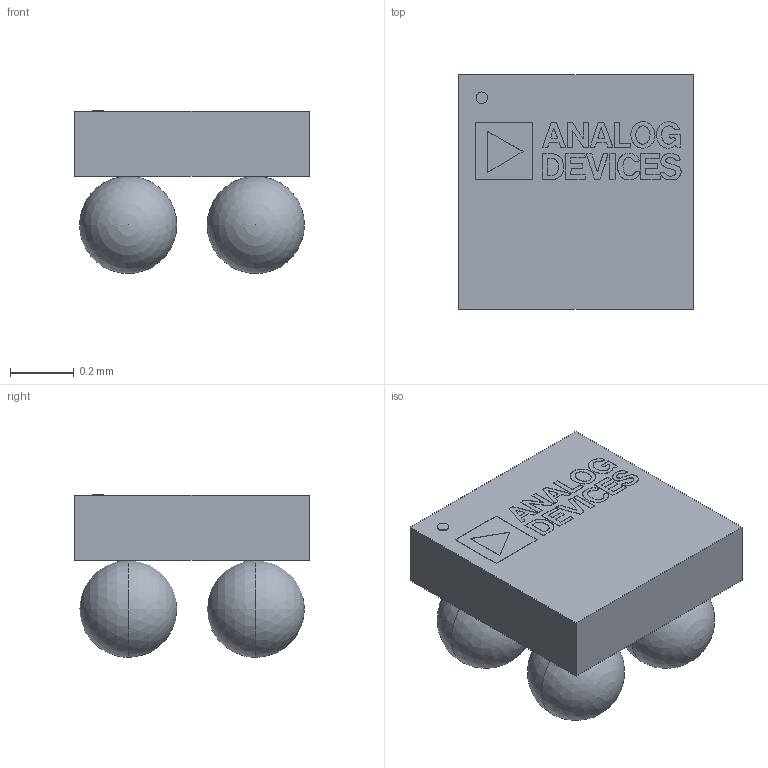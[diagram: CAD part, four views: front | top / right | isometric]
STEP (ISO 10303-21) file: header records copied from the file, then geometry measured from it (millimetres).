
FILE_DESCRIPTION (( 'STEP AP214' ), '1' );
FILE_NAME ('CB_4_5_ADI.step', '2021-02-27T23:40:33', ( '' ), ( '' ), 'SwSTEP 2.0', 'SolidWorks 2020', '' );
FILE_SCHEMA (( 'AUTOMOTIVE_DESIGN' ));
Length unit declared in the file: millimetre
Products named in the file (1): CB_4_5_ADI
Bounding box: 0.74 x 0.74 x 0.51 mm (x, y, z)
Volume: 0.2 mm3; surface area: 4 mm2
Topology: 10 solids, 10 shells, 212 faces, 576 edges, 387 vertices
Faces by surface type: plane 104, bspline 90, sphere 16, cylinder 2
Entity records: 7120 total; most frequent: CARTESIAN_POINT 2306, ORIENTED_EDGE 1072, DIRECTION 622, EDGE_CURVE 536, VERTEX_POINT 363, LINE 336, VECTOR 336, EDGE_LOOP 231
